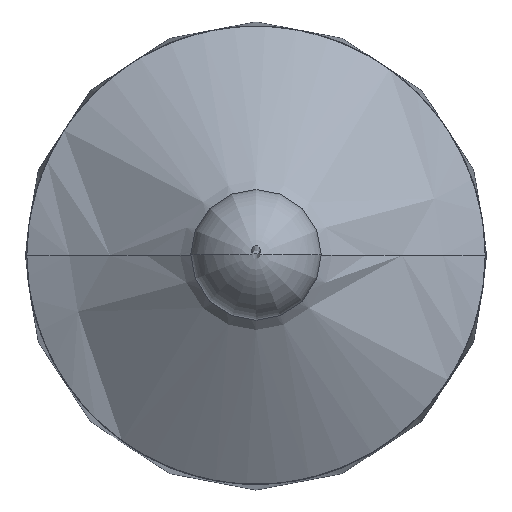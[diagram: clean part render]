
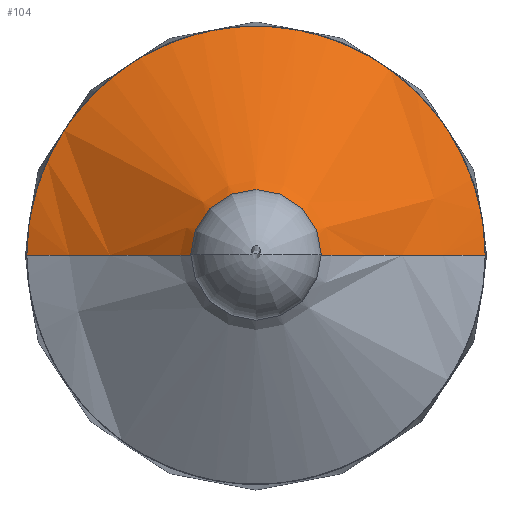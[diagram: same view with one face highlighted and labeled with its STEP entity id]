
A CAD part, top view. The second image highlights one B-rep face of the part: STEP entity #104.
In plain terms, the highlighted free-form (B-spline) face has degree [3, 2] with [7, 5] control points.
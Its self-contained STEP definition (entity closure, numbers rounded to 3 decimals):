
#28=(
BOUNDED_SURFACE()
B_SPLINE_SURFACE(3,2,((#1969,#1970,#1971,#1972,#1973),(#1974,#1975,#1976,
#1977,#1978),(#1979,#1980,#1981,#1982,#1983),(#1984,#1985,#1986,#1987,#1988),
(#1989,#1990,#1991,#1992,#1993),(#1994,#1995,#1996,#1997,#1998),(#1999,
#2000,#2001,#2002,#2003)),.UNSPECIFIED.,.F.,.F.,.F.)
B_SPLINE_SURFACE_WITH_KNOTS((4,1,1,1,4),(3,2,3),(0.,5.695,26.528,
57.368,340.244),(0.,12.728,25.457),
 .UNSPECIFIED.)
GEOMETRIC_REPRESENTATION_ITEM()
RATIONAL_B_SPLINE_SURFACE(((1.,0.707,1.,0.707,1.),
(1.,0.707,1.,0.707,1.),(1.,0.707,1.,
0.707,1.),(1.,0.707,1.,0.707,1.),(1.,
0.707,1.,0.707,1.),(1.,0.707,1.,0.707,
1.),(1.,0.707,1.,0.707,1.)))
REPRESENTATION_ITEM('')
SURFACE()
);
#104=ADVANCED_FACE('',(#131),#28,.T.);
#131=FACE_OUTER_BOUND('',#158,.T.);
#158=EDGE_LOOP('',(#228,#229,#230,#231));
#228=ORIENTED_EDGE('',*,*,#308,.F.);
#229=ORIENTED_EDGE('',*,*,#309,.T.);
#230=ORIENTED_EDGE('',*,*,#313,.F.);
#231=ORIENTED_EDGE('',*,*,#311,.F.);
#308=EDGE_CURVE('',#447,#449,#401,.T.);
#309=EDGE_CURVE('',#447,#448,#402,.T.);
#311=EDGE_CURVE('',#449,#450,#404,.T.);
#313=EDGE_CURVE('',#450,#448,#406,.T.);
#401=(
BOUNDED_CURVE()
B_SPLINE_CURVE(2,(#2043,#2044,#2045,#2046,#2047),.UNSPECIFIED.,.F.,.F.)
B_SPLINE_CURVE_WITH_KNOTS((3,2,3),(0.,12.728,25.457),
 .UNSPECIFIED.)
CURVE()
GEOMETRIC_REPRESENTATION_ITEM()
RATIONAL_B_SPLINE_CURVE((1.,0.707,1.,0.707,1.))
REPRESENTATION_ITEM('')
);
#402=(
BOUNDED_CURVE()
B_SPLINE_CURVE(3,(#2048,#2049,#2050,#2051,#2052,#2053,#2054),
 .UNSPECIFIED.,.F.,.F.)
B_SPLINE_CURVE_WITH_KNOTS((4,1,1,1,4),(0.,5.695,26.528,
57.368,340.244),.UNSPECIFIED.)
CURVE()
GEOMETRIC_REPRESENTATION_ITEM()
RATIONAL_B_SPLINE_CURVE((1.,1.,1.,1.,1.,1.,1.))
REPRESENTATION_ITEM('')
);
#404=(
BOUNDED_CURVE()
B_SPLINE_CURVE(3,(#2060,#2061,#2062,#2063,#2064,#2065,#2066),
 .UNSPECIFIED.,.F.,.F.)
B_SPLINE_CURVE_WITH_KNOTS((4,1,1,1,4),(0.,5.695,26.528,
57.368,340.244),.UNSPECIFIED.)
CURVE()
GEOMETRIC_REPRESENTATION_ITEM()
RATIONAL_B_SPLINE_CURVE((1.,1.,1.,1.,1.,1.,1.))
REPRESENTATION_ITEM('')
);
#406=(
BOUNDED_CURVE()
B_SPLINE_CURVE(2,(#2072,#2073,#2074,#2075,#2076),.UNSPECIFIED.,.F.,.F.)
B_SPLINE_CURVE_WITH_KNOTS((3,2,3),(-25.457,-12.728,
0.),.UNSPECIFIED.)
CURVE()
GEOMETRIC_REPRESENTATION_ITEM()
RATIONAL_B_SPLINE_CURVE((1.,0.707,1.,0.707,1.))
REPRESENTATION_ITEM('')
);
#447=VERTEX_POINT('',#2039);
#448=VERTEX_POINT('',#2040);
#449=VERTEX_POINT('',#2041);
#450=VERTEX_POINT('',#2042);
#1969=CARTESIAN_POINT('',(-907.64,0.,1121.732));
#1970=CARTESIAN_POINT('',(-907.64,12.672,1121.732));
#1971=CARTESIAN_POINT('',(-920.312,12.672,1121.732));
#1972=CARTESIAN_POINT('',(-932.983,12.672,1121.732));
#1973=CARTESIAN_POINT('',(-932.983,0.,1121.732));
#1974=CARTESIAN_POINT('',(-907.643,0.,1121.45));
#1975=CARTESIAN_POINT('',(-907.643,12.668,1121.45));
#1976=CARTESIAN_POINT('',(-920.312,12.668,1121.45));
#1977=CARTESIAN_POINT('',(-932.98,12.668,1121.45));
#1978=CARTESIAN_POINT('',(-932.98,0.,1121.45));
#1979=CARTESIAN_POINT('',(-907.559,0.,1120.114));
#1980=CARTESIAN_POINT('',(-907.559,12.752,1120.114));
#1981=CARTESIAN_POINT('',(-920.312,12.752,1120.114));
#1982=CARTESIAN_POINT('',(-933.064,12.752,1120.114));
#1983=CARTESIAN_POINT('',(-933.064,0.,1120.114));
#1984=CARTESIAN_POINT('',(-905.606,0.,1117.792));
#1985=CARTESIAN_POINT('',(-905.606,14.706,1117.792));
#1986=CARTESIAN_POINT('',(-920.312,14.706,1117.792));
#1987=CARTESIAN_POINT('',(-935.017,14.706,1117.792));
#1988=CARTESIAN_POINT('',(-935.017,0.,1117.792));
#1989=CARTESIAN_POINT('',(-893.633,0.,1106.731));
#1990=CARTESIAN_POINT('',(-893.633,26.679,1106.731));
#1991=CARTESIAN_POINT('',(-920.312,26.679,1106.731));
#1992=CARTESIAN_POINT('',(-946.99,26.679,1106.731));
#1993=CARTESIAN_POINT('',(-946.99,0.,1106.731));
#1994=CARTESIAN_POINT('',(-879.498,0.,1098.45));
#1995=CARTESIAN_POINT('',(-879.498,40.814,1098.45));
#1996=CARTESIAN_POINT('',(-920.312,40.814,1098.45));
#1997=CARTESIAN_POINT('',(-961.125,40.814,1098.45));
#1998=CARTESIAN_POINT('',(-961.125,0.,1098.45));
#1999=CARTESIAN_POINT('',(-866.16,0.,1094.139));
#2000=CARTESIAN_POINT('',(-866.16,54.152,1094.139));
#2001=CARTESIAN_POINT('',(-920.312,54.152,1094.139));
#2002=CARTESIAN_POINT('',(-974.463,54.152,1094.139));
#2003=CARTESIAN_POINT('',(-974.463,0.,1094.139));
#2039=CARTESIAN_POINT('',(-907.64,0.,1121.732));
#2040=CARTESIAN_POINT('',(-866.16,0.,1094.139));
#2041=CARTESIAN_POINT('',(-932.983,0.,1121.732));
#2042=CARTESIAN_POINT('',(-974.463,0.,1094.139));
#2043=CARTESIAN_POINT('',(-907.64,0.,1121.732));
#2044=CARTESIAN_POINT('',(-907.64,12.672,1121.732));
#2045=CARTESIAN_POINT('',(-920.312,12.672,1121.732));
#2046=CARTESIAN_POINT('',(-932.983,12.672,1121.732));
#2047=CARTESIAN_POINT('',(-932.983,0.,1121.732));
#2048=CARTESIAN_POINT('',(-907.64,0.,1121.732));
#2049=CARTESIAN_POINT('',(-907.643,0.,1121.45));
#2050=CARTESIAN_POINT('',(-907.559,0.,1120.114));
#2051=CARTESIAN_POINT('',(-905.606,0.,1117.792));
#2052=CARTESIAN_POINT('',(-893.633,0.,1106.731));
#2053=CARTESIAN_POINT('',(-879.498,0.,1098.45));
#2054=CARTESIAN_POINT('',(-866.16,0.,1094.139));
#2060=CARTESIAN_POINT('',(-932.983,0.,1121.732));
#2061=CARTESIAN_POINT('',(-932.98,0.,1121.45));
#2062=CARTESIAN_POINT('',(-933.064,0.,1120.114));
#2063=CARTESIAN_POINT('',(-935.017,0.,1117.792));
#2064=CARTESIAN_POINT('',(-946.99,0.,1106.731));
#2065=CARTESIAN_POINT('',(-961.125,0.,1098.45));
#2066=CARTESIAN_POINT('',(-974.463,0.,1094.139));
#2072=CARTESIAN_POINT('',(-974.463,0.,1094.139));
#2073=CARTESIAN_POINT('',(-974.463,54.152,1094.139));
#2074=CARTESIAN_POINT('',(-920.312,54.152,1094.139));
#2075=CARTESIAN_POINT('',(-866.16,54.152,1094.139));
#2076=CARTESIAN_POINT('',(-866.16,0.,1094.139));
